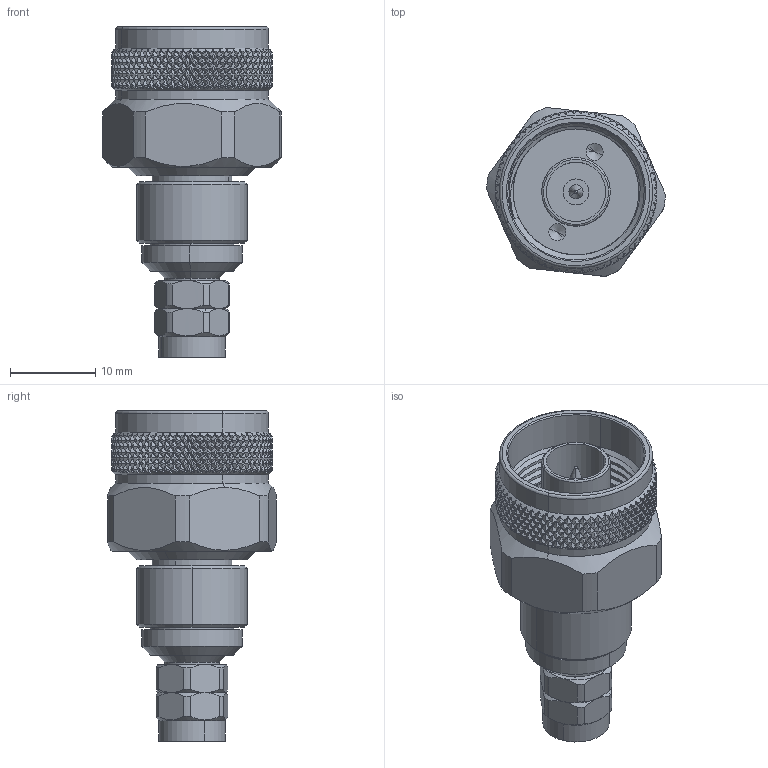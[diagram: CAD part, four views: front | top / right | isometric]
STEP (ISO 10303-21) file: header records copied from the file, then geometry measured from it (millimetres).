
FILE_DESCRIPTION (( 'STEP AP214' ), '1' );
FILE_NAME ('CT-NMVM-LN1.STEP', '2025-01-16T22:46:01', ( '' ), ( '' ), 'SwSTEP 2.0', 'SolidWorks 2021', '' );
FILE_SCHEMA (( 'AUTOMOTIVE_DESIGN' ));
Length unit declared in the file: inch
Products named in the file (1): CT-NMVM-LN1
Bounding box: 20.99 x 19.85 x 38.83 mm (x, y, z)
Volume: 4517 mm3; surface area: 4611.7 mm2
Topology: 1 solids, 4 shells, 2776 faces, 5892 edges, 3140 vertices
Faces by surface type: bspline 2082, cylinder 560, cone 70, plane 56, torus 6, sphere 2
Entity records: 116132 total; most frequent: CARTESIAN_POINT 44260, ORIENTED_EDGE 11770, EDGE_CURVE 5885, VERTEX_POINT 3139, EDGE_LOOP 2806, ADVANCED_FACE 2776, FACE_OUTER_BOUND 2776, UNCERTAINTY_MEASURE_WITH_UNIT 2775
